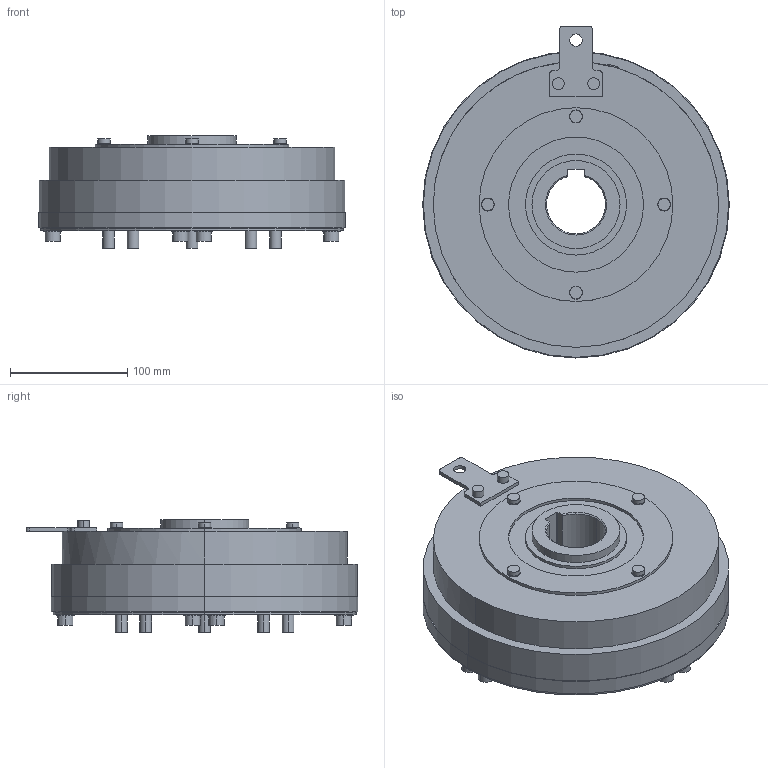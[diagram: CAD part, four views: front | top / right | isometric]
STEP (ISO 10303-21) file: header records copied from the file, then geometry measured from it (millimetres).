
FILE_DESCRIPTION (( 'STEP AP203' ), '1' );
FILE_NAME ('MMC 40E_23369200（１体）.STEP', '2016-03-04T03:53:08', ( ' ' ), ( '' ), 'SwSTEP 2.0', 'SolidWorks 2009', '' );
FILE_SCHEMA (( 'CONFIG_CONTROL_DESIGN' ));
Length unit declared in the file: millimetre
Products named in the file (1): MMC 40E_23369200（１体）
Bounding box: 261 x 282.5 x 96.1 mm (x, y, z)
Volume: 3171177.5 mm3; surface area: 259697 mm2
Topology: 1 solids, 1 shells, 217 faces, 496 edges, 325 vertices
Faces by surface type: cylinder 141, plane 66, cone 8, sphere 2
Entity records: 6437 total; most frequent: DIRECTION 1234, CARTESIAN_POINT 1125, ORIENTED_EDGE 992, AXIS2_PLACEMENT_3D 526, EDGE_CURVE 496, VERTEX_POINT 325, CIRCLE 308, EDGE_LOOP 273
